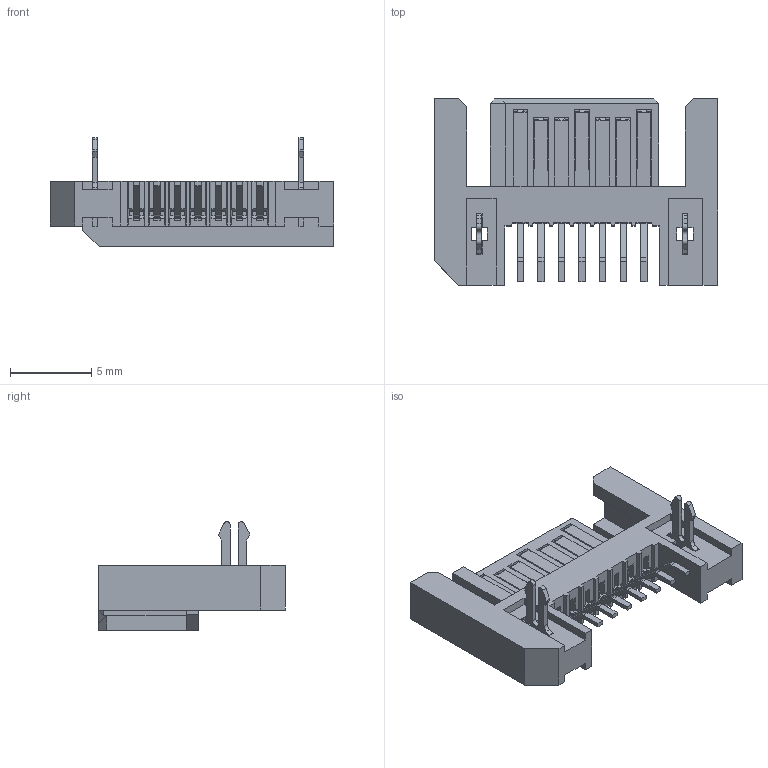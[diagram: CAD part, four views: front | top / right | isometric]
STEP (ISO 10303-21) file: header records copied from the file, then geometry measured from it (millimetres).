
FILE_DESCRIPTION(/* description */ (''),/* implementation_level */ '2;1');
FILE_NAME(/* name */ '5607-4200-SH-01',/* time_stamp */ '2006-09-22T11:43:06-05:00',/* author */ (''),/* organization */ (''),/* preprocessor_version */ 'ST-DEVELOPER v9',/* originating_system */ 'UGS - NX 3.0',/* authorisation */ '');
FILE_SCHEMA (('CONFIG_CONTROL_DESIGN'));
Length unit declared in the file: inch
Products named in the file (1): a0p7C1B2zvky
Bounding box: 17.47 x 11.5 x 6.7 mm (x, y, z)
Volume: 299.1 mm3; surface area: 885.1 mm2
Topology: 1 solids, 1 shells, 740 faces, 2248 edges, 1466 vertices
Faces by surface type: plane 650, cylinder 90
Entity records: 24910 total; most frequent: ORIENTED_EDGE 4496, CARTESIAN_POINT 4455, DIRECTION 3928, EDGE_CURVE 2248, LINE 2050, VECTOR 2050, VERTEX_POINT 1466, AXIS2_PLACEMENT_3D 939
